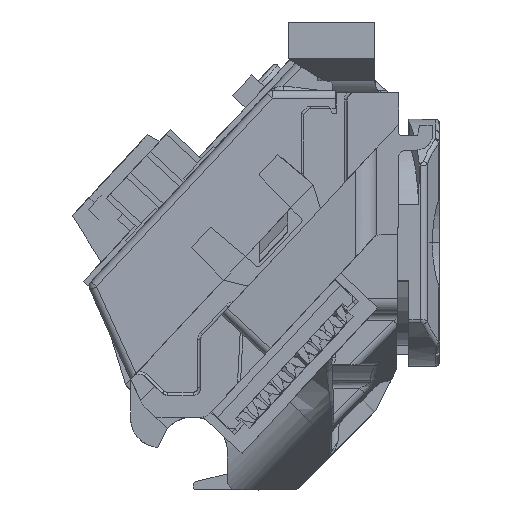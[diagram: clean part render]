
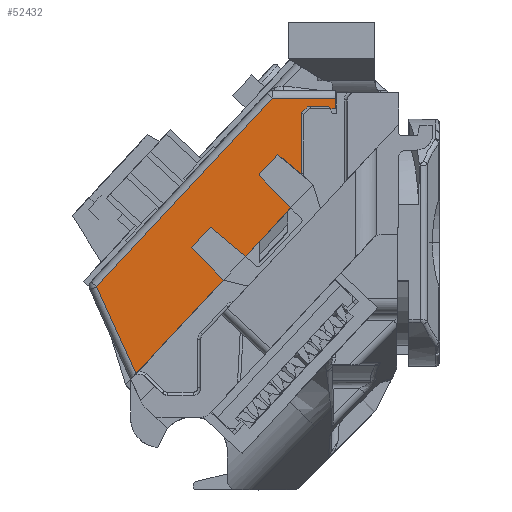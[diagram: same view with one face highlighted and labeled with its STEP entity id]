
A CAD part, left-side view. The second image highlights one B-rep face of the part: STEP entity #52432.
In plain terms, the highlighted face is planar.
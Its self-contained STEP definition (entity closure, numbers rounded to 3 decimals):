
#41871=CARTESIAN_POINT('',(-46.017,0.,0.338));
#41876=DIRECTION('',(0.,0.,1.));
#41877=VECTOR('',#41876,8.692);
#41878=CARTESIAN_POINT('',(-46.017,0.,0.338));
#41879=LINE('',#41878,#41877);
#41883=DIRECTION('',(0.,0.,1.));
#41884=VECTOR('',#41883,4.526);
#41885=CARTESIAN_POINT('',(-46.017,0.,11.237));
#41886=LINE('',#41885,#41884);
#43243=DIRECTION('',(0.,0.,-1.));
#43244=VECTOR('',#43243,17.52);
#43245=CARTESIAN_POINT('',(-45.913,6.009,
20.354));
#43246=LINE('',#43245,#43244);
#43257=DIRECTION('',(-0.013,-0.731,0.682));
#43258=VECTOR('',#43257,4.285);
#43259=CARTESIAN_POINT('',(-45.913,6.009,
20.354));
#43260=LINE('',#43259,#43258);
#43264=DIRECTION('',(-0.012,-0.682,-0.731));
#43265=VECTOR('',#43264,0.742);
#43266=CARTESIAN_POINT('',(-45.967,2.875,
23.276));
#43267=LINE('',#43266,#43265);
#43271=DIRECTION('',(0.013,0.731,-0.682));
#43272=VECTOR('',#43271,0.293);
#43273=CARTESIAN_POINT('',(-45.976,2.369,
22.733));
#43274=LINE('',#43273,#43272);
#43278=DIRECTION('',(0.017,1.,0.));
#43279=VECTOR('',#43278,0.2);
#43280=CARTESIAN_POINT('',(-45.972,2.583,
22.533));
#43281=LINE('',#43280,#43279);
#43285=DIRECTION('',(0.013,0.731,-0.682));
#43286=VECTOR('',#43285,1.461);
#43287=CARTESIAN_POINT('',(-45.969,2.783,
22.533));
#43288=LINE('',#43287,#43286);
#43292=DIRECTION('',(0.,0.035,-0.999));
#43293=VECTOR('',#43292,0.566);
#43294=CARTESIAN_POINT('',(-45.95,3.851,
21.537));
#43295=LINE('',#43294,#43293);
#43299=DIRECTION('',(-0.012,-0.682,-0.731));
#43300=VECTOR('',#43299,4.178);
#43301=CARTESIAN_POINT('',(-45.95,3.871,
20.972));
#43302=LINE('',#43301,#43300);
#43306=DIRECTION('',(0.,0.,-1.));
#43307=VECTOR('',#43306,1.881);
#43308=CARTESIAN_POINT('',(-45.963,3.111,
17.807));
#43309=LINE('',#43308,#43307);
#43313=DIRECTION('',(-0.017,-0.998,-0.052));
#43314=VECTOR('',#43313,3.115);
#43315=CARTESIAN_POINT('',(-45.963,3.111,
15.926));
#43316=LINE('',#43315,#43314);
#43320=DIRECTION('',(0.,0.,-1.));
#43321=VECTOR('',#43320,1.881);
#43322=CARTESIAN_POINT('',(-45.963,3.111,
11.074));
#43323=LINE('',#43322,#43321);
#43327=DIRECTION('',(-0.017,-0.998,-0.052));
#43328=VECTOR('',#43327,3.115);
#43329=CARTESIAN_POINT('',(-45.963,3.111,
9.193));
#43330=LINE('',#43329,#43328);
#43334=DIRECTION('',(0.016,0.923,0.384));
#43335=VECTOR('',#43334,6.507);
#43336=CARTESIAN_POINT('',(-46.017,0.,0.338));
#43337=LINE('',#43336,#43335);
#43444=DIRECTION('',(-0.018,-0.998,0.052));
#43445=VECTOR('',#43444,2.092);
#43446=CARTESIAN_POINT('',(-45.963,3.111,
17.807));
#43447=LINE('',#43446,#43445);
#43724=DIRECTION('',(-0.017,-0.998,0.052));
#43725=VECTOR('',#43724,3.115);
#43726=CARTESIAN_POINT('',(-45.963,3.111,
11.074));
#43727=LINE('',#43726,#43725);
#50099=VERTEX_POINT('',#41871);
#50100=CARTESIAN_POINT('',(-46.017,0.,9.03));
#50101=VERTEX_POINT('',#50100);
#50106=CARTESIAN_POINT('',(-46.017,0.,11.237));
#50107=VERTEX_POINT('',#50106);
#50108=CARTESIAN_POINT('',(-46.017,0.,15.763));
#50109=VERTEX_POINT('',#50108);
#50190=CARTESIAN_POINT('',(-45.913,6.009,
2.834));
#50191=VERTEX_POINT('',#50190);
#50966=CARTESIAN_POINT('',(-45.913,6.009,
20.354));
#50967=VERTEX_POINT('',#50966);
#50968=CARTESIAN_POINT('',(-45.967,2.875,
23.276));
#50969=VERTEX_POINT('',#50968);
#50970=CARTESIAN_POINT('',(-45.976,2.369,
22.733));
#50971=VERTEX_POINT('',#50970);
#50972=CARTESIAN_POINT('',(-45.972,2.583,
22.533));
#50973=VERTEX_POINT('',#50972);
#50974=CARTESIAN_POINT('',(-45.969,2.783,
22.533));
#50975=VERTEX_POINT('',#50974);
#50976=CARTESIAN_POINT('',(-45.95,3.851,
21.537));
#50977=VERTEX_POINT('',#50976);
#50978=CARTESIAN_POINT('',(-45.95,3.871,
20.972));
#50979=VERTEX_POINT('',#50978);
#50980=CARTESIAN_POINT('',(-46.,1.022,
17.916));
#50981=VERTEX_POINT('',#50980);
#50982=CARTESIAN_POINT('',(-45.963,3.111,
17.807));
#50983=VERTEX_POINT('',#50982);
#50984=CARTESIAN_POINT('',(-45.963,3.111,
15.926));
#50985=VERTEX_POINT('',#50984);
#50986=CARTESIAN_POINT('',(-45.963,3.111,
11.074));
#50987=VERTEX_POINT('',#50986);
#50988=CARTESIAN_POINT('',(-45.963,3.111,
9.193));
#50989=VERTEX_POINT('',#50988);
#52397=CARTESIAN_POINT('',(-46.,1.,-1.77));
#52398=DIRECTION('',(-1.,0.017,0.));
#52399=DIRECTION('',(0.,0.,1.));
#52400=AXIS2_PLACEMENT_3D('',#52397,#52398,#52399);
#52401=PLANE('',#52400);
#52403=ORIENTED_EDGE('',*,*,#52402,.T.);
#52405=ORIENTED_EDGE('',*,*,#52404,.T.);
#52407=ORIENTED_EDGE('',*,*,#52406,.T.);
#52409=ORIENTED_EDGE('',*,*,#52408,.T.);
#52411=ORIENTED_EDGE('',*,*,#52410,.T.);
#52412=ORIENTED_EDGE('',*,*,#52235,.T.);
#52413=ORIENTED_EDGE('',*,*,#52210,.T.);
#52415=ORIENTED_EDGE('',*,*,#52414,.F.);
#52417=ORIENTED_EDGE('',*,*,#52416,.T.);
#52419=ORIENTED_EDGE('',*,*,#52418,.T.);
#52420=ORIENTED_EDGE('',*,*,#51274,.F.);
#52422=ORIENTED_EDGE('',*,*,#52421,.F.);
#52424=ORIENTED_EDGE('',*,*,#52423,.T.);
#52426=ORIENTED_EDGE('',*,*,#52425,.T.);
#52427=ORIENTED_EDGE('',*,*,#51266,.F.);
#52428=ORIENTED_EDGE('',*,*,#51321,.T.);
#52429=ORIENTED_EDGE('',*,*,#52387,.F.);
#52430=EDGE_LOOP('',(#52403,#52405,#52407,#52409,#52411,#52412,#52413,#52415,
#52417,#52419,#52420,#52422,#52424,#52426,#52427,#52428,#52429));
#52431=FACE_OUTER_BOUND('',#52430,.F.);
#52432=ADVANCED_FACE('',(#52431),#52401,.T.);
#51266=EDGE_CURVE('',#50099,#50101,#41879,.T.);
#51274=EDGE_CURVE('',#50107,#50109,#41886,.T.);
#51321=EDGE_CURVE('',#50099,#50191,#43337,.T.);
#52210=EDGE_CURVE('',#50979,#50981,#43302,.T.);
#52235=EDGE_CURVE('',#50977,#50979,#43295,.T.);
#52387=EDGE_CURVE('',#50967,#50191,#43246,.T.);
#52402=EDGE_CURVE('',#50967,#50969,#43260,.T.);
#52404=EDGE_CURVE('',#50969,#50971,#43267,.T.);
#52406=EDGE_CURVE('',#50971,#50973,#43274,.T.);
#52408=EDGE_CURVE('',#50973,#50975,#43281,.T.);
#52410=EDGE_CURVE('',#50975,#50977,#43288,.T.);
#52414=EDGE_CURVE('',#50983,#50981,#43447,.T.);
#52416=EDGE_CURVE('',#50983,#50985,#43309,.T.);
#52418=EDGE_CURVE('',#50985,#50109,#43316,.T.);
#52421=EDGE_CURVE('',#50987,#50107,#43727,.T.);
#52423=EDGE_CURVE('',#50987,#50989,#43323,.T.);
#52425=EDGE_CURVE('',#50989,#50101,#43330,.T.);
